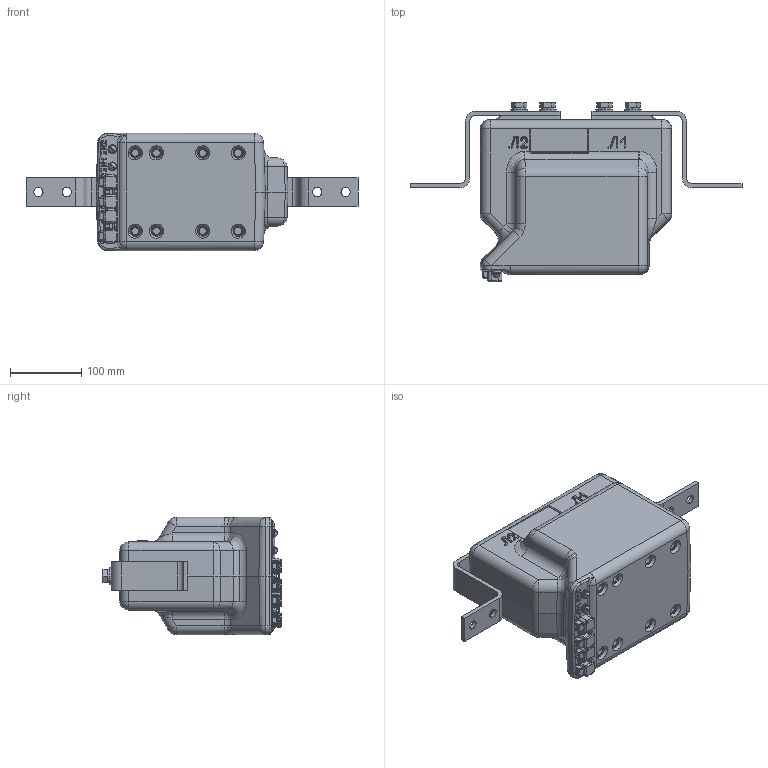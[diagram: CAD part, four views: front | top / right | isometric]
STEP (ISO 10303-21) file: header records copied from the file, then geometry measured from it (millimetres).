
FILE_DESCRIPTION (( 'STEP AP203' ), '1' );
FILE_NAME ('眛侕-10-1.STEP', '2013-03-25T04:52:19', ( '' ), ( '' ), 'SwSTEP 2.0', 'SolidWorks 2010', '' );
FILE_SCHEMA (( 'CONFIG_CONTROL_DESIGN' ));
Length unit declared in the file: millimetre
Products named in the file (1): 眛侕-10-1
Bounding box: 467 x 252.5 x 165 mm (x, y, z)
Volume: 7556738.7 mm3; surface area: 341529.4 mm2
Topology: 33 solids, 36 shells, 1519 faces, 3661 edges, 2250 vertices
Faces by surface type: plane 523, cylinder 419, bspline 290, cone 205, sphere 56, torus 26
Entity records: 51466 total; most frequent: CARTESIAN_POINT 18245, ORIENTED_EDGE 7250, DIRECTION 6507, EDGE_CURVE 3625, AXIS2_PLACEMENT_3D 2480, VERTEX_POINT 2250, EDGE_LOOP 1657, LINE 1547
